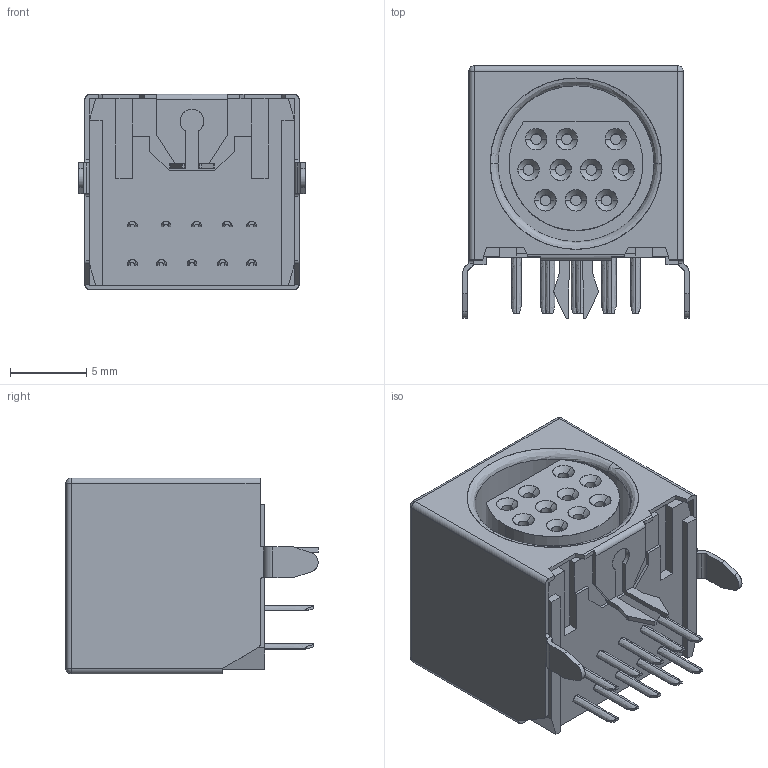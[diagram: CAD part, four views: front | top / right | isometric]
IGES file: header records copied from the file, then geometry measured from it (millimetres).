
Start section: SolidWorks IGES file using analytic representation for surfaces
Global section: file name: Will'KMDGX-10S-BS_rA5.IGS; native system: SolidWorks 2012; preprocessor: SolidWorks 2012; author: William; date: 130117.095026; units: millimetre
Bounding box: 14.8 x 16.5 x 12.8 mm (x, y, z)
Surface area: 1702 mm2 (no closed solid volume)
Topology: 0 solids, 0 shells, 350 faces, 2612 edges, 2608 vertices
Faces by surface type: bspline 228, revolution 122
